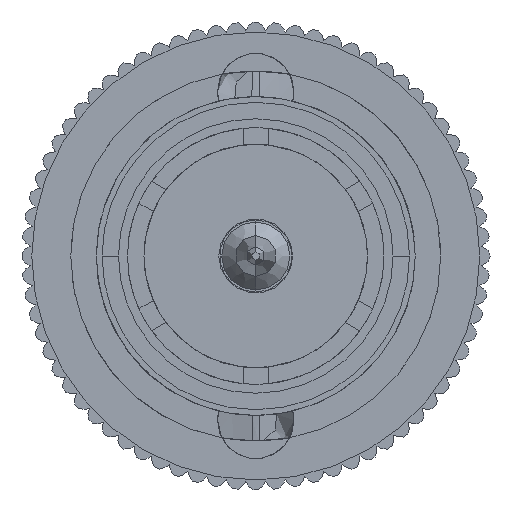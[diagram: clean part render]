
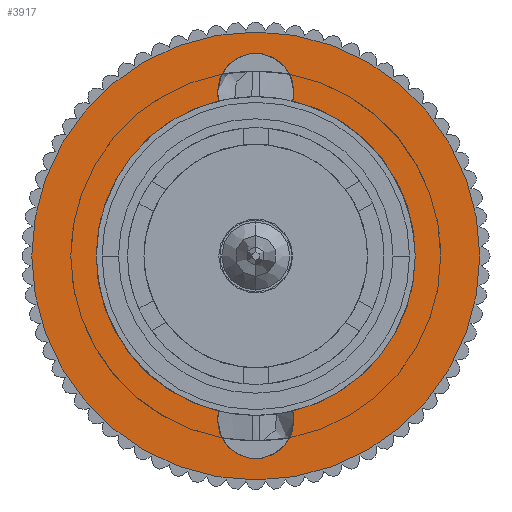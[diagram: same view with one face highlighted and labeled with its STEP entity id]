
A CAD part, front view. The second image highlights one B-rep face of the part: STEP entity #3917.
In plain terms, the highlighted face is planar.
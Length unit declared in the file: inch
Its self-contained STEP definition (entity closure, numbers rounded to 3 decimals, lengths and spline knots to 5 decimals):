
#254 = EDGE_CURVE ( 'NONE', #10532, #11747, #9912, .T. ) ;
#295 = CARTESIAN_POINT ( 'NONE',  ( -0.0465, -0.2, 0. ) ) ;
#460 = DIRECTION ( 'NONE',  ( 1., 0., 0. ) ) ;
#488 = CARTESIAN_POINT ( 'NONE',  ( 0., -0.2, 0. ) ) ;
#557 = DIRECTION ( 'NONE',  ( -1., 0., 0. ) ) ;
#606 = AXIS2_PLACEMENT_3D ( 'NONE', #9802, #7839, #12133 ) ;
#617 = CIRCLE ( 'NONE', #606, 0.0465 ) ;
#776 = CIRCLE ( 'NONE', #1886, 0.194 ) ;
#796 = CARTESIAN_POINT ( 'NONE',  ( 0., 0., 0. ) ) ;
#935 = EDGE_LOOP ( 'NONE', ( #2750, #7373 ) ) ;
#1311 = CARTESIAN_POINT ( 'NONE',  ( -0.0451, 0.18868, 0. ) ) ;
#1323 = CARTESIAN_POINT ( 'NONE',  ( 0., 0.2, 0. ) ) ;
#1602 = DIRECTION ( 'NONE',  ( 1., 0., 0. ) ) ;
#1661 = CARTESIAN_POINT ( 'NONE',  ( 0., -0.2, 0. ) ) ;
#1707 = CARTESIAN_POINT ( 'NONE',  ( 0.0451, -0.18868, 0. ) ) ;
#1715 = VERTEX_POINT ( 'NONE', #295 ) ;
#1804 = CIRCLE ( 'NONE', #3801, 0.0465 ) ;
#1886 = AXIS2_PLACEMENT_3D ( 'NONE', #5498, #12807, #10693 ) ;
#2053 = AXIS2_PLACEMENT_3D ( 'NONE', #5551, #8915, #460 ) ;
#2140 = EDGE_CURVE ( 'NONE', #11280, #7911, #7608, .T. ) ;
#2185 = EDGE_CURVE ( 'NONE', #11091, #5329, #13466, .T. ) ;
#2750 = ORIENTED_EDGE ( 'NONE', *, *, #4036, .T. ) ;
#2773 = ORIENTED_EDGE ( 'NONE', *, *, #6539, .F. ) ;
#2824 = CIRCLE ( 'NONE', #7060, 0.194 ) ;
#2859 = ORIENTED_EDGE ( 'NONE', *, *, #12436, .F. ) ;
#2872 = ORIENTED_EDGE ( 'NONE', *, *, #11635, .F. ) ;
#3071 = AXIS2_PLACEMENT_3D ( 'NONE', #796, #13541, #3924 ) ;
#3296 = DIRECTION ( 'NONE',  ( -1., 0., 0. ) ) ;
#3342 = CIRCLE ( 'NONE', #12553, 0.194 ) ;
#3376 = CARTESIAN_POINT ( 'NONE',  ( 0.0465, 0.2, 0. ) ) ;
#3381 = EDGE_LOOP ( 'NONE', ( #2859, #3799, #2773, #4560, #7959, #13438, #9238, #9555, #10204, #2872 ) ) ;
#3695 = DIRECTION ( 'NONE',  ( 1., 0., 0. ) ) ;
#3799 = ORIENTED_EDGE ( 'NONE', *, *, #254, .F. ) ;
#3801 = AXIS2_PLACEMENT_3D ( 'NONE', #1661, #3960, #12526 ) ;
#3908 = DIRECTION ( 'NONE',  ( 0., 0., 1. ) ) ;
#3917 = ADVANCED_FACE ( 'NONE', ( #5414, #8372 ), #9694, .T. ) ;
#3924 = DIRECTION ( 'NONE',  ( 1., 0., 0. ) ) ;
#3960 = DIRECTION ( 'NONE',  ( 0., 0., 1. ) ) ;
#4036 = EDGE_CURVE ( 'NONE', #13836, #8291, #7187, .T. ) ;
#4244 = CARTESIAN_POINT ( 'NONE',  ( -0.0465, 0.2, 0. ) ) ;
#4560 = ORIENTED_EDGE ( 'NONE', *, *, #2185, .F. ) ;
#4655 = DIRECTION ( 'NONE',  ( 0., 0., 1. ) ) ;
#4883 = CARTESIAN_POINT ( 'NONE',  ( 0., 0., 0. ) ) ;
#4941 = CARTESIAN_POINT ( 'NONE',  ( 0., 0.2, 0. ) ) ;
#4994 = CIRCLE ( 'NONE', #10136, 0.0465 ) ;
#5329 = VERTEX_POINT ( 'NONE', #3376 ) ;
#5407 = CARTESIAN_POINT ( 'NONE',  ( 0., 0.2, 0. ) ) ;
#5414 = FACE_BOUND ( 'NONE', #3381, .T. ) ;
#5467 = CARTESIAN_POINT ( 'NONE',  ( 0., 0., 0. ) ) ;
#5498 = CARTESIAN_POINT ( 'NONE',  ( 0., 0., 0. ) ) ;
#5551 = CARTESIAN_POINT ( 'NONE',  ( 0., 0., 0. ) ) ;
#5791 = DIRECTION ( 'NONE',  ( 0., 0., 1. ) ) ;
#5823 = VERTEX_POINT ( 'NONE', #11153 ) ;
#5886 = CARTESIAN_POINT ( 'NONE',  ( -0.2725, 0., 0. ) ) ;
#6121 = CARTESIAN_POINT ( 'NONE',  ( -0.194, 0., 0. ) ) ;
#6539 = EDGE_CURVE ( 'NONE', #5329, #10532, #4994, .T. ) ;
#6675 = CARTESIAN_POINT ( 'NONE',  ( -0.0451, -0.18868, 0. ) ) ;
#6800 = DIRECTION ( 'NONE',  ( 1., 0., 0. ) ) ;
#7060 = AXIS2_PLACEMENT_3D ( 'NONE', #5467, #7701, #6800 ) ;
#7187 = CIRCLE ( 'NONE', #2053, 0.2725 ) ;
#7373 = ORIENTED_EDGE ( 'NONE', *, *, #8751, .T. ) ;
#7608 = CIRCLE ( 'NONE', #8517, 0.0465 ) ;
#7662 = DIRECTION ( 'NONE',  ( 1., 0., 0. ) ) ;
#7701 = DIRECTION ( 'NONE',  ( 0., 0., 1. ) ) ;
#7839 = DIRECTION ( 'NONE',  ( 0., 0., 1. ) ) ;
#7911 = VERTEX_POINT ( 'NONE', #1707 ) ;
#7959 = ORIENTED_EDGE ( 'NONE', *, *, #10644, .F. ) ;
#8192 = EDGE_CURVE ( 'NONE', #13232, #1715, #617, .T. ) ;
#8291 = VERTEX_POINT ( 'NONE', #5886 ) ;
#8372 = FACE_OUTER_BOUND ( 'NONE', #935, .T. ) ;
#8387 = EDGE_CURVE ( 'NONE', #7911, #5823, #12016, .T. ) ;
#8517 = AXIS2_PLACEMENT_3D ( 'NONE', #488, #5791, #3695 ) ;
#8573 = DIRECTION ( 'NONE',  ( 1., 0., 0. ) ) ;
#8751 = EDGE_CURVE ( 'NONE', #8291, #13836, #10248, .T. ) ;
#8915 = DIRECTION ( 'NONE',  ( 0., 0., 1. ) ) ;
#9238 = ORIENTED_EDGE ( 'NONE', *, *, #2140, .F. ) ;
#9487 = DIRECTION ( 'NONE',  ( 0., 0., 1. ) ) ;
#9555 = ORIENTED_EDGE ( 'NONE', *, *, #10802, .F. ) ;
#9683 = DIRECTION ( 'NONE',  ( 0., 0., 1. ) ) ;
#9694 = PLANE ( 'NONE',  #13009 ) ;
#9752 = CARTESIAN_POINT ( 'NONE',  ( 0.0451, 0.18868, 0. ) ) ;
#9802 = CARTESIAN_POINT ( 'NONE',  ( 0., -0.2, 0. ) ) ;
#9912 = CIRCLE ( 'NONE', #10370, 0.0465 ) ;
#10136 = AXIS2_PLACEMENT_3D ( 'NONE', #5407, #9683, #3296 ) ;
#10204 = ORIENTED_EDGE ( 'NONE', *, *, #8192, .F. ) ;
#10248 = CIRCLE ( 'NONE', #11591, 0.2725 ) ;
#10370 = AXIS2_PLACEMENT_3D ( 'NONE', #4941, #13303, #557 ) ;
#10532 = VERTEX_POINT ( 'NONE', #4244 ) ;
#10549 = CARTESIAN_POINT ( 'NONE',  ( 0.2725, 0., 0. ) ) ;
#10644 = EDGE_CURVE ( 'NONE', #5823, #11091, #3342, .T. ) ;
#10693 = DIRECTION ( 'NONE',  ( 1., 0., 0. ) ) ;
#10802 = EDGE_CURVE ( 'NONE', #1715, #11280, #1804, .T. ) ;
#11091 = VERTEX_POINT ( 'NONE', #9752 ) ;
#11153 = CARTESIAN_POINT ( 'NONE',  ( 0.194, 0., 0. ) ) ;
#11214 = AXIS2_PLACEMENT_3D ( 'NONE', #1323, #11973, #13095 ) ;
#11280 = VERTEX_POINT ( 'NONE', #11906 ) ;
#11591 = AXIS2_PLACEMENT_3D ( 'NONE', #4883, #3908, #1602 ) ;
#11635 = EDGE_CURVE ( 'NONE', #13350, #13232, #776, .T. ) ;
#11747 = VERTEX_POINT ( 'NONE', #1311 ) ;
#11906 = CARTESIAN_POINT ( 'NONE',  ( 0.0465, -0.2, 0. ) ) ;
#11973 = DIRECTION ( 'NONE',  ( 0., 0., 1. ) ) ;
#12016 = CIRCLE ( 'NONE', #3071, 0.194 ) ;
#12133 = DIRECTION ( 'NONE',  ( 1., 0., 0. ) ) ;
#12436 = EDGE_CURVE ( 'NONE', #11747, #13350, #2824, .T. ) ;
#12526 = DIRECTION ( 'NONE',  ( 1., 0., 0. ) ) ;
#12553 = AXIS2_PLACEMENT_3D ( 'NONE', #13219, #4655, #7662 ) ;
#12807 = DIRECTION ( 'NONE',  ( 0., 0., 1. ) ) ;
#13009 = AXIS2_PLACEMENT_3D ( 'NONE', #10549, #9487, #8573 ) ;
#13095 = DIRECTION ( 'NONE',  ( -1., 0., 0. ) ) ;
#13210 = CARTESIAN_POINT ( 'NONE',  ( 0.2725, 0., 0. ) ) ;
#13219 = CARTESIAN_POINT ( 'NONE',  ( 0., 0., 0. ) ) ;
#13232 = VERTEX_POINT ( 'NONE', #6675 ) ;
#13303 = DIRECTION ( 'NONE',  ( 0., 0., 1. ) ) ;
#13350 = VERTEX_POINT ( 'NONE', #6121 ) ;
#13438 = ORIENTED_EDGE ( 'NONE', *, *, #8387, .F. ) ;
#13466 = CIRCLE ( 'NONE', #11214, 0.0465 ) ;
#13541 = DIRECTION ( 'NONE',  ( 0., 0., 1. ) ) ;
#13836 = VERTEX_POINT ( 'NONE', #13210 ) ;
